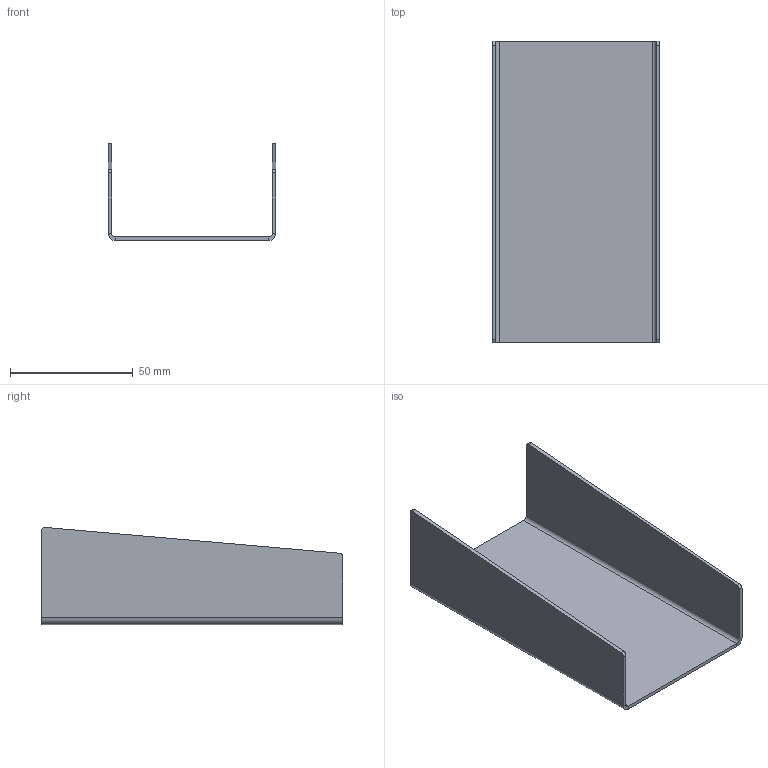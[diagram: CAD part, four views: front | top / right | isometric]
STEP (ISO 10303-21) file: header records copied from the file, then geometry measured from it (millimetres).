
FILE_DESCRIPTION(('FreeCAD Model'),'2;1');
FILE_NAME('Open CASCADE Shape Model','2023-05-19T20:27:45',(''),(''), 'Open CASCADE STEP processor 7.6','FreeCAD','Unknown');
FILE_SCHEMA(('AUTOMOTIVE_DESIGN { 1 0 10303 214 1 1 1 1 }'));
Length unit declared in the file: millimetre
Products named in the file (1): Body
Bounding box: 68.5 x 123 x 39.61 mm (x, y, z)
Volume: 24407.8 mm3; surface area: 33307.1 mm2
Topology: 1 solids, 1 shells, 26 faces, 56 edges, 32 vertices
Faces by surface type: plane 14, bspline 6, cylinder 6
Entity records: 918 total; most frequent: CARTESIAN_POINT 379, ORIENTED_EDGE 112, DIRECTION 94, EDGE_CURVE 56, AXIS2_PLACEMENT_3D 33, VERTEX_POINT 32, LINE 28, VECTOR 28
